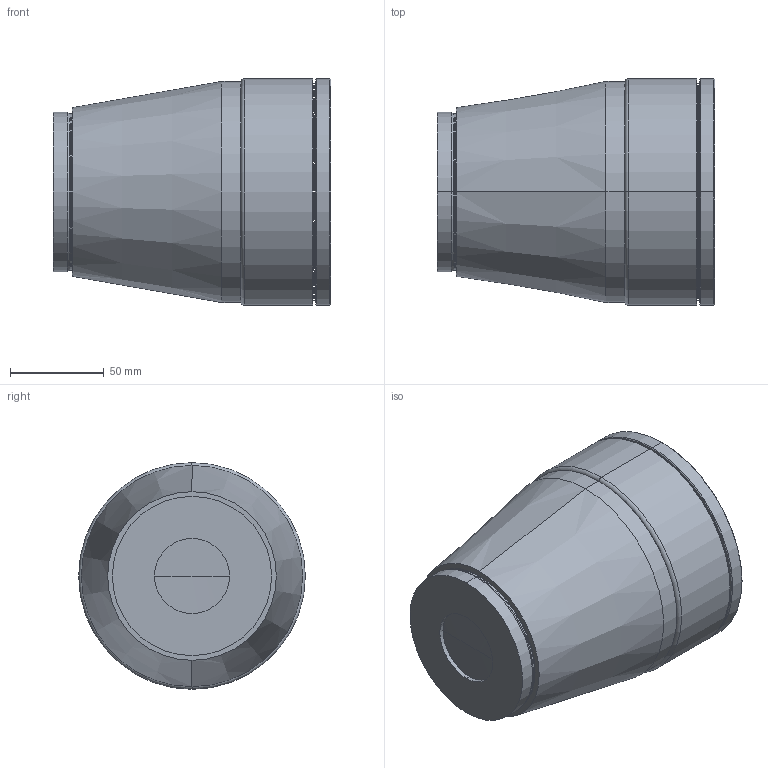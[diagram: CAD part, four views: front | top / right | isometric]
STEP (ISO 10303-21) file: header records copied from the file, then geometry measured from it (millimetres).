
FILE_DESCRIPTION (( 'STEP AP203' ), '1' );
FILE_NAME ('S4LFT4262_292_01.STEP', '2016-01-11T06:00:42', ( 'poweredge' ), ( 'Hewlett-Packard Company' ), 'SwSTEP 2.0', 'SolidWorks 2015', '' );
FILE_SCHEMA (( 'CONFIG_CONTROL_DESIGN' ));
Length unit declared in the file: millimetre
Products named in the file (1): S4LFT4262_292_01
Bounding box: 148.08 x 121 x 121 mm (x, y, z)
Surface area: 73842.1 mm2 (no closed solid volume)
Topology: 0 solids, 6 shells, 42 faces, 92 edges, 57 vertices
Faces by surface type: cylinder 16, cone 10, torus 8, plane 6, sphere 2
Entity records: 1240 total; most frequent: DIRECTION 244, CARTESIAN_POINT 192, ORIENTED_EDGE 164, AXIS2_PLACEMENT_3D 109, EDGE_CURVE 92, CIRCLE 66, VERTEX_POINT 57, EDGE_LOOP 47
